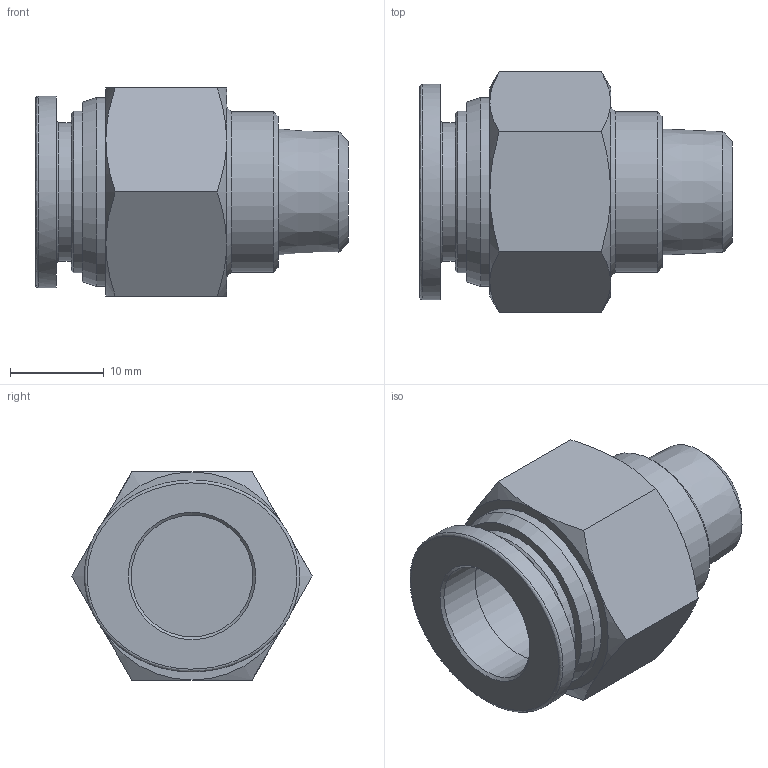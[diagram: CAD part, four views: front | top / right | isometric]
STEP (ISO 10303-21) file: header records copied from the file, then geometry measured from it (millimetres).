
FILE_DESCRIPTION((''),'2;1');
FILE_NAME('PC 1_2-N02U.stp','2016-10-12T09:44:28',('Administrator'),(''),'Autodesk Inventor 2013','Autodesk Inventor 2013','');
FILE_SCHEMA(('CONFIG_CONTROL_DESIGN'));
Length unit declared in the file: millimetre
Products named in the file (3): PC 1_2-N02U; NC 1_2-NPT1_4 BODY; SLEEVE N1_2C
Assembly tree (2 placements, depth 2):
  PC 1_2-N02U
    NC 1_2-NPT1_4 BODY
    SLEEVE N1_2C
Bounding box: 33.4 x 25.67 x 22.23 mm (x, y, z)
Volume: 6811.3 mm3; surface area: 4293.1 mm2
Topology: 2 solids, 2 shells, 44 faces, 82 edges, 48 vertices
Faces by surface type: cone 20, plane 16, cylinder 6, bspline 2
Full cylindrical faces by diameter (mm): 13 x2, 14.8 x1, 17.2 x1, 17.3 x1, 20.2 x1
Entity records: 1176 total; most frequent: CARTESIAN_POINT 331, DIRECTION 170, ORIENTED_EDGE 134, AXIS2_PLACEMENT_3D 82, EDGE_CURVE 67, EDGE_LOOP 67, VERTEX_POINT 48, FACE_OUTER_BOUND 44
